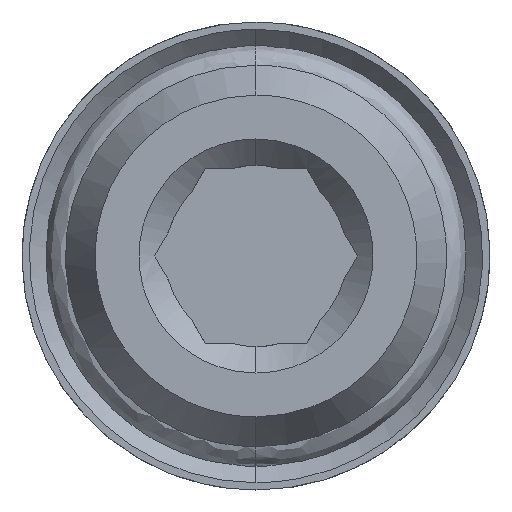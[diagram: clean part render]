
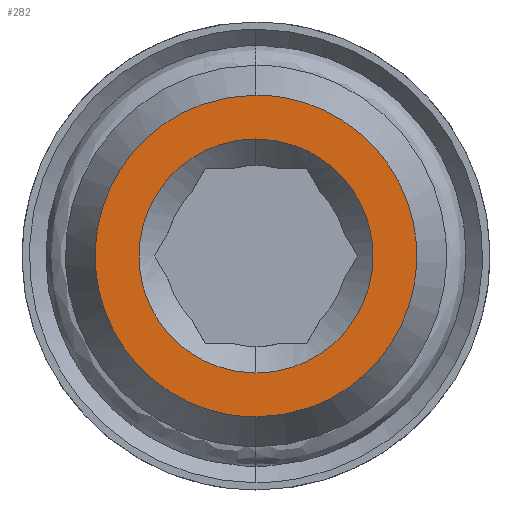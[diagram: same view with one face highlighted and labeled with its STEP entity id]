
A CAD part, front view. The second image highlights one B-rep face of the part: STEP entity #282.
In plain terms, the highlighted free-form (B-spline) face has degree [1, 1] with [2, 2] control points.
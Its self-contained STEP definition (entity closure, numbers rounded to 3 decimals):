
#108 = CARTESIAN_POINT ( 'NONE',  ( 0., 0., 5.5 ) ) ;
#116 = CARTESIAN_POINT ( 'NONE',  ( 0.722, 0., -5.5 ) ) ;
#129 = VERTEX_POINT ( 'NONE', #223 ) ;
#141 = CARTESIAN_POINT ( 'NONE',  ( 3.378, 0., -4.4 ) ) ;
#153 = CARTESIAN_POINT ( 'NONE',  ( 0., 0., 4. ) ) ;
#181 = CARTESIAN_POINT ( 'NONE',  ( -3.2, 0., 2.457 ) ) ;
#223 = CARTESIAN_POINT ( 'NONE',  ( 0., 0., -5.5 ) ) ;
#225 = CARTESIAN_POINT ( 'NONE',  ( -3.494, 0., -2.016 ) ) ;
#235 = CARTESIAN_POINT ( 'NONE',  ( -2.016, 0., 3.494 ) ) ;
#236 = CARTESIAN_POINT ( 'NONE',  ( -3.378, 0., 4.4 ) ) ;
#243 = EDGE_LOOP ( 'NONE', ( #3913, #1946 ) ) ;
#277 = CARTESIAN_POINT ( 'NONE',  ( -2.772, 0., -4.805 ) ) ;
#282 = ADVANCED_FACE ( 'NONE', ( #3880, #364 ), #2267, .T. ) ;
#315 = B_SPLINE_CURVE_WITH_KNOTS ( 'NONE', 3,
 ( #2069, #575, #870, #1215, #236, #2161, #1858, #2496, #2173, #3470, #2796, #1520, #3460, #889, #277, #1208, #3095, #3421 ),
 .UNSPECIFIED., .F., .F.,
 ( 4, 2, 2, 2, 2, 2, 2, 2, 4 ),
 ( 0., 0.393, 0.785, 1.178, 1.571, 1.963, 2.356, 2.749, 3.142 ),
 .UNSPECIFIED. ) ;
#343 = ORIENTED_EDGE ( 'NONE', *, *, #1070, .T. ) ;
#364 = FACE_OUTER_BOUND ( 'NONE', #2532, .T. ) ;
#388 = VERTEX_POINT ( 'NONE', #108 ) ;
#454 = CARTESIAN_POINT ( 'NONE',  ( 5.358, 0., 1.437 ) ) ;
#469 = CARTESIAN_POINT ( 'NONE',  ( 3.494, 0., -2.016 ) ) ;
#493 = CARTESIAN_POINT ( 'NONE',  ( 2.457, 0., 3.2 ) ) ;
#506 = CARTESIAN_POINT ( 'NONE',  ( 0.525, 0., 4. ) ) ;
#575 = CARTESIAN_POINT ( 'NONE',  ( -0.722, 0., 5.5 ) ) ;
#659 = CARTESIAN_POINT ( 'NONE',  ( 5.566, 0., 5.566 ) ) ;
#681 = ORIENTED_EDGE ( 'NONE', *, *, #1205, .T. ) ;
#761 = CARTESIAN_POINT ( 'NONE',  ( 4.805, 0., -2.772 ) ) ;
#775 = CARTESIAN_POINT ( 'NONE',  ( 4.4, 0., -3.378 ) ) ;
#783 = CARTESIAN_POINT ( 'NONE',  ( 0., 0., 4. ) ) ;
#826 = CARTESIAN_POINT ( 'NONE',  ( 2.016, 0., -3.494 ) ) ;
#835 = CARTESIAN_POINT ( 'NONE',  ( -2.016, 0., -3.494 ) ) ;
#853 = CARTESIAN_POINT ( 'NONE',  ( -3.494, 0., 2.016 ) ) ;
#870 = CARTESIAN_POINT ( 'NONE',  ( -1.437, 0., 5.358 ) ) ;
#877 = CARTESIAN_POINT ( 'NONE',  ( -3.897, 0., -1.045 ) ) ;
#889 = CARTESIAN_POINT ( 'NONE',  ( -3.378, 0., -4.4 ) ) ;
#984 = VERTEX_POINT ( 'NONE', #1927 ) ;
#1070 = EDGE_CURVE ( 'NONE', #129, #388, #1521, .T. ) ;
#1111 = CARTESIAN_POINT ( 'NONE',  ( 0., 0., -4. ) ) ;
#1132 = B_SPLINE_CURVE_WITH_KNOTS ( 'NONE', 3,
 ( #1466, #3407, #3094, #835, #1180, #4033, #225, #877, #1480, #2771, #3420, #853, #181, #1794, #235, #3732, #2429, #2094 ),
 .UNSPECIFIED., .F., .F.,
 ( 4, 2, 2, 2, 2, 2, 2, 2, 4 ),
 ( 0., 0.393, 0.785, 1.178, 1.571, 1.963, 2.356, 2.749, 3.142 ),
 .UNSPECIFIED. ) ;
#1180 = CARTESIAN_POINT ( 'NONE',  ( -2.457, 0., -3.2 ) ) ;
#1205 = EDGE_CURVE ( 'NONE', #388, #129, #315, .T. ) ;
#1208 = CARTESIAN_POINT ( 'NONE',  ( -1.437, 0., -5.358 ) ) ;
#1215 = CARTESIAN_POINT ( 'NONE',  ( -2.772, 0., 4.805 ) ) ;
#1403 = CARTESIAN_POINT ( 'NONE',  ( 1.437, 0., 5.358 ) ) ;
#1415 = CARTESIAN_POINT ( 'NONE',  ( 1.045, 0., 3.897 ) ) ;
#1450 = CARTESIAN_POINT ( 'NONE',  ( 4., 0., 0.525 ) ) ;
#1466 = CARTESIAN_POINT ( 'NONE',  ( 0., 0., -4. ) ) ;
#1480 = CARTESIAN_POINT ( 'NONE',  ( -4., 0., -0.525 ) ) ;
#1520 = CARTESIAN_POINT ( 'NONE',  ( -4.805, 0., -2.772 ) ) ;
#1521 = B_SPLINE_CURVE_WITH_KNOTS ( 'NONE', 3,
 ( #2025, #116, #3965, #2014, #141, #775, #761, #2949, #3314, #2659, #454, #2061, #3000, #3981, #3677, #1403, #3952, #3661 ),
 .UNSPECIFIED., .F., .F.,
 ( 4, 2, 2, 2, 2, 2, 2, 2, 4 ),
 ( 0., 0.393, 0.785, 1.178, 1.571, 1.963, 2.356, 2.749, 3.142 ),
 .UNSPECIFIED. ) ;
#1599 = CARTESIAN_POINT ( 'NONE',  ( -5.566, 0., -5.566 ) ) ;
#1728 = CARTESIAN_POINT ( 'NONE',  ( 1.045, 0., -3.897 ) ) ;
#1743 = CARTESIAN_POINT ( 'NONE',  ( 2.016, 0., 3.494 ) ) ;
#1794 = CARTESIAN_POINT ( 'NONE',  ( -2.457, 0., 3.2 ) ) ;
#1858 = CARTESIAN_POINT ( 'NONE',  ( -4.805, 0., 2.772 ) ) ;
#1927 = CARTESIAN_POINT ( 'NONE',  ( 0., 0., -4. ) ) ;
#1946 = ORIENTED_EDGE ( 'NONE', *, *, #3744, .T. ) ;
#2014 = CARTESIAN_POINT ( 'NONE',  ( 2.772, 0., -4.805 ) ) ;
#2025 = CARTESIAN_POINT ( 'NONE',  ( 0., 0., -5.5 ) ) ;
#2061 = CARTESIAN_POINT ( 'NONE',  ( 4.805, 0., 2.772 ) ) ;
#2069 = CARTESIAN_POINT ( 'NONE',  ( 0., 0., 5.5 ) ) ;
#2094 = CARTESIAN_POINT ( 'NONE',  ( 0., 0., 4. ) ) ;
#2127 = EDGE_CURVE ( 'NONE', #2459, #984, #3564, .T. ) ;
#2161 = CARTESIAN_POINT ( 'NONE',  ( -4.4, 0., 3.378 ) ) ;
#2173 = CARTESIAN_POINT ( 'NONE',  ( -5.5, 0., 0.722 ) ) ;
#2267 = B_SPLINE_SURFACE_WITH_KNOTS ( 'NONE', 1, 1, ( 
 ( #3798, #659 ),
 ( #1599, #3832 ) ),
 .UNSPECIFIED., .F., .F., .F.,
 ( 2, 2 ),
 ( 2, 2 ),
 ( 0., 1. ),
 ( 0., 1. ),
 .UNSPECIFIED. ) ;
#2390 = CARTESIAN_POINT ( 'NONE',  ( 3.494, 0., 2.016 ) ) ;
#2429 = CARTESIAN_POINT ( 'NONE',  ( -0.525, 0., 4. ) ) ;
#2459 = VERTEX_POINT ( 'NONE', #783 ) ;
#2496 = CARTESIAN_POINT ( 'NONE',  ( -5.358, 0., 1.437 ) ) ;
#2532 = EDGE_LOOP ( 'NONE', ( #681, #343 ) ) ;
#2659 = CARTESIAN_POINT ( 'NONE',  ( 5.5, 0., 0.722 ) ) ;
#2721 = CARTESIAN_POINT ( 'NONE',  ( 3.2, 0., -2.457 ) ) ;
#2733 = CARTESIAN_POINT ( 'NONE',  ( 3.897, 0., 1.045 ) ) ;
#2771 = CARTESIAN_POINT ( 'NONE',  ( -4., 0., 0.525 ) ) ;
#2796 = CARTESIAN_POINT ( 'NONE',  ( -5.358, 0., -1.437 ) ) ;
#2949 = CARTESIAN_POINT ( 'NONE',  ( 5.358, 0., -1.437 ) ) ;
#3000 = CARTESIAN_POINT ( 'NONE',  ( 4.4, 0., 3.378 ) ) ;
#3028 = CARTESIAN_POINT ( 'NONE',  ( 3.897, 0., -1.045 ) ) ;
#3070 = CARTESIAN_POINT ( 'NONE',  ( 0.525, 0., -4. ) ) ;
#3094 = CARTESIAN_POINT ( 'NONE',  ( -1.045, 0., -3.897 ) ) ;
#3095 = CARTESIAN_POINT ( 'NONE',  ( -0.722, 0., -5.5 ) ) ;
#3314 = CARTESIAN_POINT ( 'NONE',  ( 5.5, 0., -0.722 ) ) ;
#3407 = CARTESIAN_POINT ( 'NONE',  ( -0.525, 0., -4. ) ) ;
#3420 = CARTESIAN_POINT ( 'NONE',  ( -3.897, 0., 1.045 ) ) ;
#3421 = CARTESIAN_POINT ( 'NONE',  ( 0., 0., -5.5 ) ) ;
#3460 = CARTESIAN_POINT ( 'NONE',  ( -4.4, 0., -3.378 ) ) ;
#3470 = CARTESIAN_POINT ( 'NONE',  ( -5.5, 0., -0.722 ) ) ;
#3564 = B_SPLINE_CURVE_WITH_KNOTS ( 'NONE', 3,
 ( #153, #506, #1415, #1743, #493, #3658, #2390, #2733, #1450, #3992, #3028, #469, #2721, #4032, #826, #1728, #3070, #1111 ),
 .UNSPECIFIED., .F., .F.,
 ( 4, 2, 2, 2, 2, 2, 2, 2, 4 ),
 ( 0., 0.393, 0.785, 1.178, 1.571, 1.963, 2.356, 2.749, 3.142 ),
 .UNSPECIFIED. ) ;
#3658 = CARTESIAN_POINT ( 'NONE',  ( 3.2, 0., 2.457 ) ) ;
#3661 = CARTESIAN_POINT ( 'NONE',  ( 0., 0., 5.5 ) ) ;
#3677 = CARTESIAN_POINT ( 'NONE',  ( 2.772, 0., 4.805 ) ) ;
#3732 = CARTESIAN_POINT ( 'NONE',  ( -1.045, 0., 3.897 ) ) ;
#3744 = EDGE_CURVE ( 'NONE', #984, #2459, #1132, .T. ) ;
#3798 = CARTESIAN_POINT ( 'NONE',  ( -5.566, 0., 5.566 ) ) ;
#3832 = CARTESIAN_POINT ( 'NONE',  ( 5.566, 0., -5.566 ) ) ;
#3880 = FACE_BOUND ( 'NONE', #243, .T. ) ;
#3913 = ORIENTED_EDGE ( 'NONE', *, *, #2127, .T. ) ;
#3952 = CARTESIAN_POINT ( 'NONE',  ( 0.722, 0., 5.5 ) ) ;
#3965 = CARTESIAN_POINT ( 'NONE',  ( 1.437, 0., -5.358 ) ) ;
#3981 = CARTESIAN_POINT ( 'NONE',  ( 3.378, 0., 4.4 ) ) ;
#3992 = CARTESIAN_POINT ( 'NONE',  ( 4., 0., -0.525 ) ) ;
#4032 = CARTESIAN_POINT ( 'NONE',  ( 2.457, 0., -3.2 ) ) ;
#4033 = CARTESIAN_POINT ( 'NONE',  ( -3.2, 0., -2.457 ) ) ;
